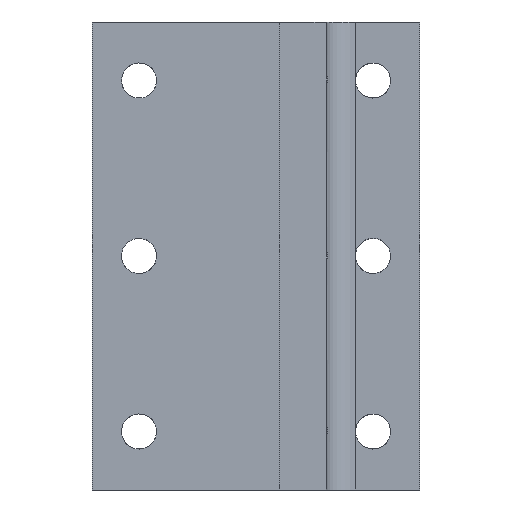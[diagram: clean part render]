
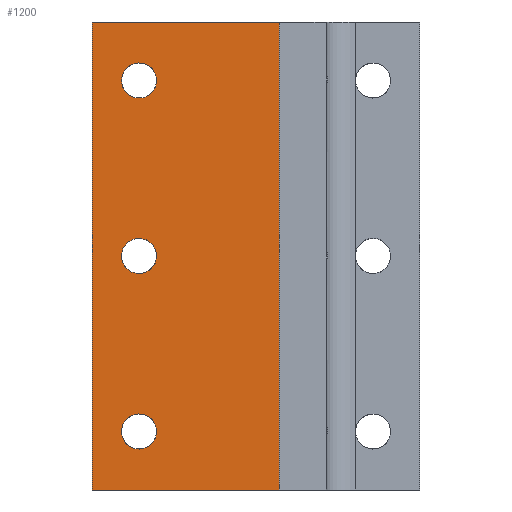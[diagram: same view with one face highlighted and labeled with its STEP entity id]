
A CAD part, front view. The second image highlights one B-rep face of the part: STEP entity #1200.
In plain terms, the highlighted planar face has unit normal (0, -1, 0).
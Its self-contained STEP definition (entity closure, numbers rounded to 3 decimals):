
#100=CARTESIAN_POINT('',(-28.,212.,570.));
#110=VERTEX_POINT('',#100);
#280=CARTESIAN_POINT('',(-28.,212.,650.));
#290=VERTEX_POINT('',#280);
#320=CARTESIAN_POINT('',(-28.,212.,570.));
#330=DIRECTION('',(0.,0.,1.));
#340=VECTOR('',#330,1.);
#350=LINE('',#320,#340);
#360=EDGE_CURVE('',#110,#290,#350,.T.);
#410=CARTESIAN_POINT('',(17.,212.,570.));
#420=DIRECTION('',(0.,1.,0.));
#430=DIRECTION('',(1.,0.,0.));
#440=AXIS2_PLACEMENT_3D('',#410,#420,#430);
#450=PLANE('',#440);
#460=CARTESIAN_POINT('',(4.,212.,570.));
#470=DIRECTION('',(0.,0.,1.));
#480=VECTOR('',#470,1.);
#490=LINE('',#460,#480);
#500=CARTESIAN_POINT('',(4.,212.,570.));
#510=VERTEX_POINT('',#500);
#520=CARTESIAN_POINT('',(4.,212.,650.));
#530=VERTEX_POINT('',#520);
#540=EDGE_CURVE('',#510,#530,#490,.T.);
#550=ORIENTED_EDGE('',*,*,#540,.T.);
#560=CARTESIAN_POINT('',(-4.,212.,570.));
#570=DIRECTION('',(-1.,0.,0.));
#580=VECTOR('',#570,1.);
#590=LINE('',#560,#580);
#600=EDGE_CURVE('',#510,#110,#590,.T.);
#610=ORIENTED_EDGE('',*,*,#600,.F.);
#620=ORIENTED_EDGE('',*,*,#360,.F.);
#630=CARTESIAN_POINT('',(-28.,212.,650.));
#640=DIRECTION('',(1.,0.,0.));
#650=VECTOR('',#640,1.);
#660=LINE('',#630,#650);
#670=EDGE_CURVE('',#290,#530,#660,.T.);
#680=ORIENTED_EDGE('',*,*,#670,.F.);
#690=EDGE_LOOP('',(#680,#620,#610,#550));
#700=FACE_OUTER_BOUND('',#690,.T.);
#710=CARTESIAN_POINT('',(-20.,212.,640.));
#720=DIRECTION('',(0.,1.,0.));
#730=DIRECTION('',(-0.878,0.,
0.479));
#740=AXIS2_PLACEMENT_3D('',#710,#720,#730);
#750=CIRCLE('',#740,3.);
#760=CARTESIAN_POINT('',(-22.633,212.,641.438));
#770=VERTEX_POINT('',#760);
#780=CARTESIAN_POINT('',(-17.367,212.,638.562));
#790=VERTEX_POINT('',#780);
#800=EDGE_CURVE('',#770,#790,#750,.T.);
#810=ORIENTED_EDGE('',*,*,#800,.T.);
#820=CARTESIAN_POINT('',(-23.,212.,640.));
#830=VERTEX_POINT('',#820);
#840=EDGE_CURVE('',#830,#770,#750,.T.);
#850=ORIENTED_EDGE('',*,*,#840,.T.);
#860=EDGE_CURVE('',#790,#830,#750,.T.);
#870=ORIENTED_EDGE('',*,*,#860,.T.);
#880=EDGE_LOOP('',(#870,#850,#810));
#890=FACE_BOUND('',#880,.T.);
#900=CARTESIAN_POINT('',(-20.,212.,610.));
#910=DIRECTION('',(0.,1.,0.));
#920=DIRECTION('',(0.878,0.,
-0.479));
#930=AXIS2_PLACEMENT_3D('',#900,#910,#920);
#940=CIRCLE('',#930,3.);
#950=CARTESIAN_POINT('',(-22.633,212.,611.438));
#960=VERTEX_POINT('',#950);
#970=CARTESIAN_POINT('',(-17.367,212.,608.562));
#980=VERTEX_POINT('',#970);
#990=EDGE_CURVE('',#960,#980,#940,.T.);
#1000=ORIENTED_EDGE('',*,*,#990,.T.);
#1010=EDGE_CURVE('',#980,#960,#940,.T.);
#1020=ORIENTED_EDGE('',*,*,#1010,.T.);
#1030=EDGE_LOOP('',(#1020,#1000));
#1040=FACE_BOUND('',#1030,.T.);
#1050=CARTESIAN_POINT('',(-20.,212.,580.));
#1060=DIRECTION('',(0.,1.,0.));
#1070=DIRECTION('',(0.878,0.,
-0.479));
#1080=AXIS2_PLACEMENT_3D('',#1050,#1060,#1070);
#1090=CIRCLE('',#1080,3.);
#1100=CARTESIAN_POINT('',(-22.633,212.,581.438));
#1110=VERTEX_POINT('',#1100);
#1120=CARTESIAN_POINT('',(-17.367,212.,578.562));
#1130=VERTEX_POINT('',#1120);
#1140=EDGE_CURVE('',#1110,#1130,#1090,.T.);
#1150=ORIENTED_EDGE('',*,*,#1140,.T.);
#1160=EDGE_CURVE('',#1130,#1110,#1090,.T.);
#1170=ORIENTED_EDGE('',*,*,#1160,.T.);
#1180=EDGE_LOOP('',(#1170,#1150));
#1190=FACE_BOUND('',#1180,.T.);
#1200=ADVANCED_FACE('',(#700,#890,#1040,#1190),#450,.F.);
